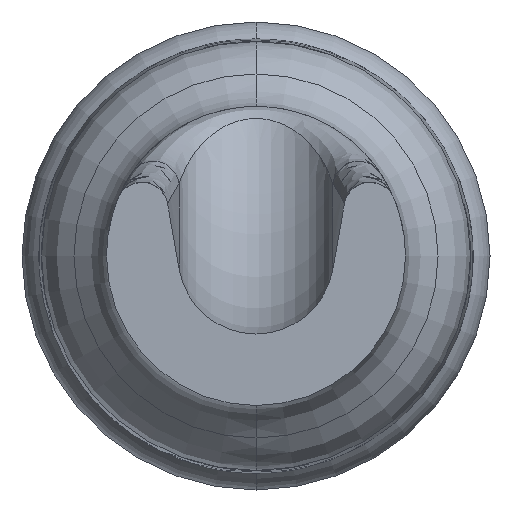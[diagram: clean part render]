
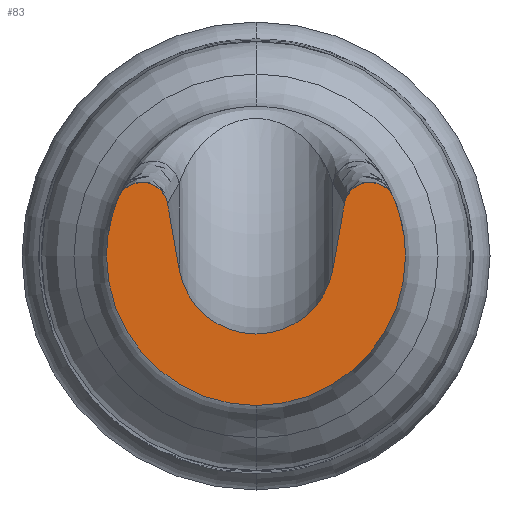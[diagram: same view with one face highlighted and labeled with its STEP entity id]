
A CAD part, front view. The second image highlights one B-rep face of the part: STEP entity #83.
In plain terms, the highlighted planar face has unit normal (0, -1, 0).
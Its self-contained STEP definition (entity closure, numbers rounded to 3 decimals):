
#83 = ADVANCED_FACE ( 'Defeature ausgef�hrt1_0', ( #1730 ), #2063, .T. ) ;
#214 = DIRECTION ( 'NONE',  ( 0., -1., 0. ) ) ;
#283 = EDGE_CURVE ( 'Defeature ausgef�hrt1_0+Defeature ausgef�hrt1_12+Defeature ausgef�hrt1_1+Defeature ausgef�hrt1_2', #4301, #1882, #447, .T. ) ;
#294 = ORIENTED_EDGE ( 'NONE', *, *, #1921, .T. ) ;
#328 = ORIENTED_EDGE ( 'NONE', *, *, #908, .F. ) ;
#407 = ORIENTED_EDGE ( 'NONE', *, *, #4432, .T. ) ;
#447 = CIRCLE ( 'NONE', #1658, 0.1 ) ;
#534 = CARTESIAN_POINT ( 'NONE',  ( 0., -16.5, 0. ) ) ;
#594 = EDGE_CURVE ( 'Defeature ausgef�hrt1_2+Defeature ausgef�hrt1_0+Defeature ausgef�hrt1_3+Defeature ausgef�hrt1_12', #1004, #1882, #2118, .T. ) ;
#645 = DIRECTION ( 'NONE',  ( 1., 0., 0. ) ) ;
#788 = CARTESIAN_POINT ( 'NONE',  ( -0.531, -16.5, 0.221 ) ) ;
#908 = EDGE_CURVE ( 'Defeature ausgef�hrt1_3+Defeature ausgef�hrt1_0+Defeature ausgef�hrt1_4+Defeature ausgef�hrt1_2', #1334, #1004, #4088, .T. ) ;
#959 = EDGE_CURVE ( 'Defeature ausgef�hrt1_0+Defeature ausgef�hrt1_8+Defeature ausgef�hrt1_4+Defeature ausgef�hrt1_1', #3442, #2363, #1061, .T. ) ;
#994 = DIRECTION ( 'NONE',  ( 1., 0., 0. ) ) ;
#1004 = VERTEX_POINT ( 'NONE', #3116 ) ;
#1061 = CIRCLE ( 'NONE', #2280, 0.1 ) ;
#1195 = AXIS2_PLACEMENT_3D ( 'NONE', #2495, #2142, #3882 ) ;
#1263 = ORIENTED_EDGE ( 'NONE', *, *, #4401, .T. ) ;
#1313 = CIRCLE ( 'NONE', #1970, 0.575 ) ;
#1330 = AXIS2_PLACEMENT_3D ( 'NONE', #534, #3052, #2739 ) ;
#1334 = VERTEX_POINT ( 'NONE', #2661 ) ;
#1361 = EDGE_CURVE ( 'Defeature ausgef�hrt1_4+Defeature ausgef�hrt1_0+Defeature ausgef�hrt1_8+Defeature ausgef�hrt1_3', #3442, #1334, #3143, .T. ) ;
#1575 = DIRECTION ( 'NONE',  ( 0.174, 0., -0.985 ) ) ;
#1647 = CARTESIAN_POINT ( 'NONE',  ( 0., -16.5, 0. ) ) ;
#1658 = AXIS2_PLACEMENT_3D ( 'NONE', #1806, #4303, #4321 ) ;
#1695 = DIRECTION ( 'NONE',  ( 0., -1., 0. ) ) ;
#1710 = ORIENTED_EDGE ( 'NONE', *, *, #959, .T. ) ;
#1730 = FACE_OUTER_BOUND ( 'NONE', #2070, .T. ) ;
#1806 = CARTESIAN_POINT ( 'NONE',  ( 0.438, -16.5, 0.183 ) ) ;
#1882 = VERTEX_POINT ( 'NONE', #3958 ) ;
#1921 = EDGE_CURVE ( 'Defeature ausgef�hrt1_0+Defeature ausgef�hrt1_1+Defeature ausgef�hrt1_8+Defeature ausgef�hrt1_12', #2363, #2731, #3568, .T. ) ;
#1970 = AXIS2_PLACEMENT_3D ( 'NONE', #3842, #1695, #645 ) ;
#2004 = DIRECTION ( 'NONE',  ( 1., 0., 0. ) ) ;
#2063 = PLANE ( 'NONE',  #4619 ) ;
#2070 = EDGE_LOOP ( 'NONE', ( #294, #1263, #407, #3266, #4424, #328, #4540, #1710 ) ) ;
#2118 = LINE ( 'NONE', #2828, #3694 ) ;
#2142 = DIRECTION ( 'NONE',  ( 0., -1., 0. ) ) ;
#2181 = VECTOR ( 'NONE', #1575, 1000. ) ;
#2280 = AXIS2_PLACEMENT_3D ( 'NONE', #2760, #3456, #994 ) ;
#2363 = VERTEX_POINT ( 'NONE', #788 ) ;
#2495 = CARTESIAN_POINT ( 'NONE',  ( 0., -16.5, 0. ) ) ;
#2563 = DIRECTION ( 'NONE',  ( 1., 0., 0. ) ) ;
#2661 = CARTESIAN_POINT ( 'NONE',  ( -0.295, -16.5, -0.052 ) ) ;
#2731 = VERTEX_POINT ( 'NONE', #2804 ) ;
#2739 = DIRECTION ( 'NONE',  ( 1., 0., 0. ) ) ;
#2760 = CARTESIAN_POINT ( 'NONE',  ( -0.438, -16.5, 0.183 ) ) ;
#2804 = CARTESIAN_POINT ( 'NONE',  ( -0.575, -16.5, 0. ) ) ;
#2828 = CARTESIAN_POINT ( 'NONE',  ( 0.295, -16.5, -0.052 ) ) ;
#2829 = CARTESIAN_POINT ( 'NONE',  ( 0.575, -16.5, 0. ) ) ;
#2983 = CARTESIAN_POINT ( 'NONE',  ( -0.531, -16.5, 1.286 ) ) ;
#3052 = DIRECTION ( 'NONE',  ( 0., -1., 0. ) ) ;
#3103 = DIRECTION ( 'NONE',  ( 0.174, 0., 0.985 ) ) ;
#3116 = CARTESIAN_POINT ( 'NONE',  ( 0.295, -16.5, -0.052 ) ) ;
#3143 = LINE ( 'NONE', #2983, #2181 ) ;
#3266 = ORIENTED_EDGE ( 'NONE', *, *, #283, .T. ) ;
#3442 = VERTEX_POINT ( 'NONE', #4484 ) ;
#3456 = DIRECTION ( 'NONE',  ( 0., -1., 0. ) ) ;
#3463 = CARTESIAN_POINT ( 'NONE',  ( 0.531, -16.5, 0.221 ) ) ;
#3568 = CIRCLE ( 'NONE', #3598, 0.575 ) ;
#3598 = AXIS2_PLACEMENT_3D ( 'NONE', #4340, #4324, #2563 ) ;
#3694 = VECTOR ( 'NONE', #3103, 1000. ) ;
#3740 = VERTEX_POINT ( 'NONE', #2829 ) ;
#3842 = CARTESIAN_POINT ( 'NONE',  ( 0., -16.5, 0. ) ) ;
#3882 = DIRECTION ( 'NONE',  ( 1., 0., 0. ) ) ;
#3958 = CARTESIAN_POINT ( 'NONE',  ( 0.34, -16.5, 0.2 ) ) ;
#4058 = CIRCLE ( 'NONE', #1195, 0.575 ) ;
#4088 = CIRCLE ( 'NONE', #1330, 0.3 ) ;
#4301 = VERTEX_POINT ( 'NONE', #3463 ) ;
#4303 = DIRECTION ( 'NONE',  ( 0., -1., 0. ) ) ;
#4321 = DIRECTION ( 'NONE',  ( 1., 0., 0. ) ) ;
#4324 = DIRECTION ( 'NONE',  ( 0., -1., 0. ) ) ;
#4340 = CARTESIAN_POINT ( 'NONE',  ( 0., -16.5, 0. ) ) ;
#4401 = EDGE_CURVE ( 'Defeature ausgef�hrt1_0+Defeature ausgef�hrt1_1+Defeature ausgef�hrt1_8+Defeature ausgef�hrt1_12', #2731, #3740, #1313, .T. ) ;
#4424 = ORIENTED_EDGE ( 'NONE', *, *, #594, .F. ) ;
#4432 = EDGE_CURVE ( 'Defeature ausgef�hrt1_0+Defeature ausgef�hrt1_1+Defeature ausgef�hrt1_8+Defeature ausgef�hrt1_12', #3740, #4301, #4058, .T. ) ;
#4484 = CARTESIAN_POINT ( 'NONE',  ( -0.34, -16.5, 0.2 ) ) ;
#4540 = ORIENTED_EDGE ( 'NONE', *, *, #1361, .F. ) ;
#4619 = AXIS2_PLACEMENT_3D ( 'NONE', #1647, #214, #2004 ) ;
